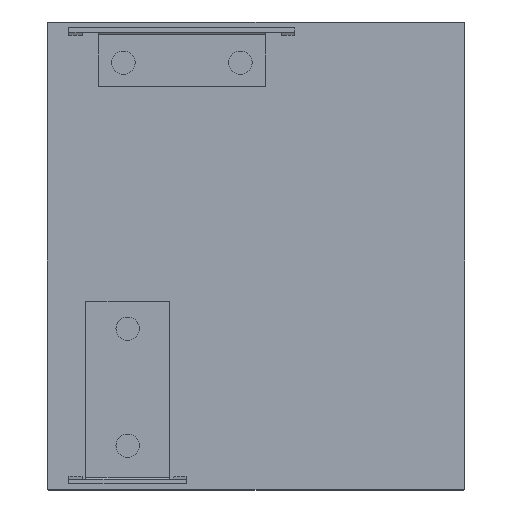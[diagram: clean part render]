
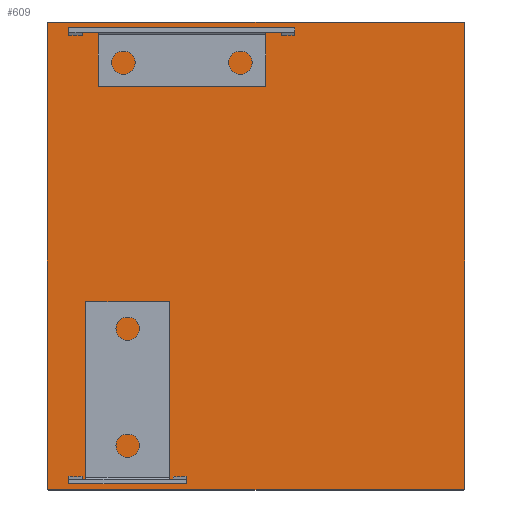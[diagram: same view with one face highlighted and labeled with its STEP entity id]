
A CAD part, top view. The second image highlights one B-rep face of the part: STEP entity #609.
In plain terms, the highlighted planar face has unit normal (0, 0, 1).
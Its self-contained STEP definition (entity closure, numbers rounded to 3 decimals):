
#58 = VERTEX_POINT ( 'NONE', #2329 ) ;
#120 = VERTEX_POINT ( 'NONE', #1055 ) ;
#172 = CARTESIAN_POINT ( 'NONE',  ( -62.5, -69.5, 2. ) ) ;
#224 = VERTEX_POINT ( 'NONE', #3626 ) ;
#364 = ORIENTED_EDGE ( 'NONE', *, *, #2165, .T. ) ;
#372 = CARTESIAN_POINT ( 'NONE',  ( 62., -70., 2. ) ) ;
#373 = VERTEX_POINT ( 'NONE', #3540 ) ;
#594 = ORIENTED_EDGE ( 'NONE', *, *, #1827, .T. ) ;
#609 = ADVANCED_FACE ( 'NONE', ( #2883 ), #1385, .F. ) ;
#635 = ORIENTED_EDGE ( 'NONE', *, *, #2279, .T. ) ;
#704 = AXIS2_PLACEMENT_3D ( 'NONE', #1314, #1312, #1304 ) ;
#822 = ORIENTED_EDGE ( 'NONE', *, *, #1955, .T. ) ;
#856 = DIRECTION ( 'NONE',  ( -1., 0., 0. ) ) ;
#857 = ORIENTED_EDGE ( 'NONE', *, *, #2053, .T. ) ;
#874 = ORIENTED_EDGE ( 'NONE', *, *, #1942, .T. ) ;
#888 = ORIENTED_EDGE ( 'NONE', *, *, #2237, .T. ) ;
#997 = AXIS2_PLACEMENT_3D ( 'NONE', #2077, #2072, #2069 ) ;
#1022 = DIRECTION ( 'NONE',  ( -1., 0., 0. ) ) ;
#1024 = DIRECTION ( 'NONE',  ( 0., 0., 1. ) ) ;
#1028 = CARTESIAN_POINT ( 'NONE',  ( 62., 69.5, 2. ) ) ;
#1055 = CARTESIAN_POINT ( 'NONE',  ( 62.5, 69.5, 2. ) ) ;
#1091 = CARTESIAN_POINT ( 'NONE',  ( -62., 70., 2. ) ) ;
#1154 = CIRCLE ( 'NONE', #2773, 0.5 ) ;
#1162 = DIRECTION ( 'NONE',  ( 1., 0., 0. ) ) ;
#1199 = DIRECTION ( 'NONE',  ( 0., -1., 0. ) ) ;
#1203 = VECTOR ( 'NONE', #1162, 1000. ) ;
#1213 = CARTESIAN_POINT ( 'NONE',  ( -62.5, -69.5, 2. ) ) ;
#1238 = LINE ( 'NONE', #1270, #1203 ) ;
#1241 = VECTOR ( 'NONE', #1199, 1000. ) ;
#1248 = LINE ( 'NONE', #1213, #1241 ) ;
#1270 = CARTESIAN_POINT ( 'NONE',  ( -62., -70., 2. ) ) ;
#1304 = DIRECTION ( 'NONE',  ( -1., 0., 0. ) ) ;
#1306 = CIRCLE ( 'NONE', #704, 0.5 ) ;
#1312 = DIRECTION ( 'NONE',  ( 0., 0., 1. ) ) ;
#1314 = CARTESIAN_POINT ( 'NONE',  ( -62., 69.5, 2. ) ) ;
#1351 = DIRECTION ( 'NONE',  ( 0., 0., -1. ) ) ;
#1385 = PLANE ( 'NONE',  #2436 ) ;
#1386 = ORIENTED_EDGE ( 'NONE', *, *, #2205, .T. ) ;
#1396 = LINE ( 'NONE', #1552, #3189 ) ;
#1541 = LINE ( 'NONE', #1850, #1828 ) ;
#1549 = DIRECTION ( 'NONE',  ( 0., 1., 0. ) ) ;
#1552 = CARTESIAN_POINT ( 'NONE',  ( 62.5, -69.5, 2. ) ) ;
#1561 = CIRCLE ( 'NONE', #3581, 0.5 ) ;
#1654 = CIRCLE ( 'NONE', #997, 0.5 ) ;
#1827 = EDGE_CURVE ( 'NONE', #2992, #58, #1654, .T. ) ;
#1828 = VECTOR ( 'NONE', #1846, 1000. ) ;
#1846 = DIRECTION ( 'NONE',  ( -1., 0., 0. ) ) ;
#1850 = CARTESIAN_POINT ( 'NONE',  ( -62., 70., 2. ) ) ;
#1859 = DIRECTION ( 'NONE',  ( 1., 0., 0. ) ) ;
#1860 = DIRECTION ( 'NONE',  ( 0., 0., 1. ) ) ;
#1863 = CARTESIAN_POINT ( 'NONE',  ( 62., -69.5, 2. ) ) ;
#1942 = EDGE_CURVE ( 'NONE', #2788, #224, #1561, .T. ) ;
#1955 = EDGE_CURVE ( 'NONE', #3229, #3542, #1541, .T. ) ;
#2053 = EDGE_CURVE ( 'NONE', #224, #120, #1396, .T. ) ;
#2069 = DIRECTION ( 'NONE',  ( -1., 0., 0. ) ) ;
#2072 = DIRECTION ( 'NONE',  ( 0., 0., 1. ) ) ;
#2077 = CARTESIAN_POINT ( 'NONE',  ( -62., -69.5, 2. ) ) ;
#2165 = EDGE_CURVE ( 'NONE', #3542, #373, #1306, .T. ) ;
#2205 = EDGE_CURVE ( 'NONE', #373, #2992, #1248, .T. ) ;
#2237 = EDGE_CURVE ( 'NONE', #58, #2788, #1238, .T. ) ;
#2264 = CARTESIAN_POINT ( 'NONE',  ( -62., -69.5, 2. ) ) ;
#2279 = EDGE_CURVE ( 'NONE', #120, #3229, #1154, .T. ) ;
#2316 = EDGE_LOOP ( 'NONE', ( #594, #888, #874, #857, #635, #822, #364, #1386 ) ) ;
#2329 = CARTESIAN_POINT ( 'NONE',  ( -62., -70., 2. ) ) ;
#2436 = AXIS2_PLACEMENT_3D ( 'NONE', #2264, #1351, #856 ) ;
#2773 = AXIS2_PLACEMENT_3D ( 'NONE', #1028, #1024, #1022 ) ;
#2788 = VERTEX_POINT ( 'NONE', #372 ) ;
#2883 = FACE_OUTER_BOUND ( 'NONE', #2316, .T. ) ;
#2992 = VERTEX_POINT ( 'NONE', #172 ) ;
#3189 = VECTOR ( 'NONE', #1549, 1000. ) ;
#3229 = VERTEX_POINT ( 'NONE', #3589 ) ;
#3540 = CARTESIAN_POINT ( 'NONE',  ( -62.5, 69.5, 2. ) ) ;
#3542 = VERTEX_POINT ( 'NONE', #1091 ) ;
#3581 = AXIS2_PLACEMENT_3D ( 'NONE', #1863, #1860, #1859 ) ;
#3589 = CARTESIAN_POINT ( 'NONE',  ( 62., 70., 2. ) ) ;
#3626 = CARTESIAN_POINT ( 'NONE',  ( 62.5, -69.5, 2. ) ) ;
